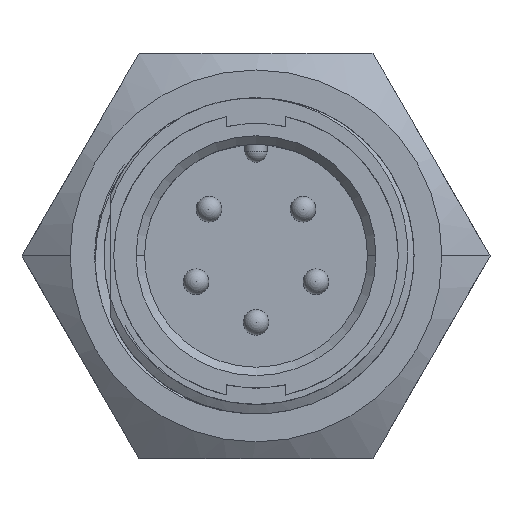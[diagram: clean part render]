
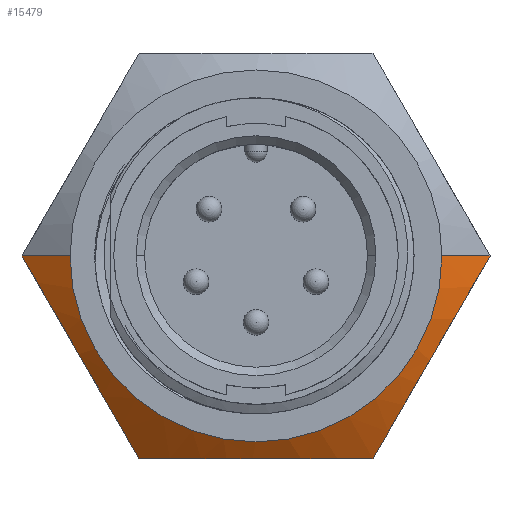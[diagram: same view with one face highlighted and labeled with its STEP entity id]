
A CAD part, top view. The second image highlights one B-rep face of the part: STEP entity #15479.
In plain terms, the highlighted conical face has half-angle 55 degrees and reference radius 14.683 mm.
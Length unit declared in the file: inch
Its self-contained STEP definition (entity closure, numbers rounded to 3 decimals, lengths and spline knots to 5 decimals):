
#37 = CARTESIAN_POINT ( 'NONE',  ( -0.28868, -0.5, -0.386 ) ) ;
#726 = VECTOR ( 'NONE', #13305, 39.37008 ) ;
#878 = B_SPLINE_CURVE_WITH_KNOTS ( 'NONE', 3,
 ( #6827, #6996, #6846, #6824, #6807, #6799, #6782, #6762, #6759, #6745, #6737, #6720 ),
 .UNSPECIFIED., .F., .F.,
 ( 4, 2, 2, 2, 2, 4 ),
 ( 0., 0.00372, 0.00743, 0.00929, 0.01115, 0.01486 ),
 .UNSPECIFIED. ) ;
#953 = CARTESIAN_POINT ( 'NONE',  ( 0.53024, -0.08159, -0.35598 ) ) ;
#1305 = VERTEX_POINT ( 'NONE', #9366 ) ;
#1628 = EDGE_CURVE ( 'NONE', #17849, #14044, #878, .T. ) ;
#1943 = VERTEX_POINT ( 'NONE', #5453 ) ;
#2353 = CARTESIAN_POINT ( 'NONE',  ( 0.57735, 0., -0.386 ) ) ;
#2470 = ORIENTED_EDGE ( 'NONE', *, *, #1628, .T. ) ;
#2622 = CARTESIAN_POINT ( 'NONE',  ( 0., 0., -0.3865 ) ) ;
#2724 = EDGE_CURVE ( 'NONE', #14044, #5777, #9546, .T. ) ;
#3741 = CARTESIAN_POINT ( 'NONE',  ( 0.28868, -0.5, -0.386 ) ) ;
#3957 = EDGE_CURVE ( 'NONE', #14864, #1943, #8340, .T. ) ;
#4049 = DIRECTION ( 'NONE',  ( -1., 0., 0. ) ) ;
#5120 = CARTESIAN_POINT ( 'NONE',  ( 0.3356, -0.41872, -0.3561 ) ) ;
#5314 = EDGE_CURVE ( 'NONE', #14864, #1305, #7492, .T. ) ;
#5453 = CARTESIAN_POINT ( 'NONE',  ( 0.57735, 0., -0.386 ) ) ;
#5777 = VERTEX_POINT ( 'NONE', #13340 ) ;
#5787 = EDGE_CURVE ( 'NONE', #1305, #17849, #11931, .T. ) ;
#6478 = CARTESIAN_POINT ( 'NONE',  ( 0.40773, -0.29379, -0.33192 ) ) ;
#6720 = CARTESIAN_POINT ( 'NONE',  ( -0.28868, -0.5, -0.386 ) ) ;
#6737 = CARTESIAN_POINT ( 'NONE',  ( -0.31209, -0.45945, -0.36961 ) ) ;
#6745 = CARTESIAN_POINT ( 'NONE',  ( -0.33578, -0.41841, -0.35598 ) ) ;
#6759 = CARTESIAN_POINT ( 'NONE',  ( -0.37197, -0.35574, -0.34176 ) ) ;
#6762 = CARTESIAN_POINT ( 'NONE',  ( -0.38413, -0.33466, -0.33806 ) ) ;
#6782 = CARTESIAN_POINT ( 'NONE',  ( -0.40872, -0.29208, -0.33307 ) ) ;
#6799 = CARTESIAN_POINT ( 'NONE',  ( -0.42122, -0.27043, -0.3318 ) ) ;
#6807 = CARTESIAN_POINT ( 'NONE',  ( -0.45829, -0.20621, -0.33192 ) ) ;
#6824 = CARTESIAN_POINT ( 'NONE',  ( -0.48257, -0.16416, -0.3372 ) ) ;
#6827 = CARTESIAN_POINT ( 'NONE',  ( -0.57735, 0., -0.386 ) ) ;
#6846 = CARTESIAN_POINT ( 'NONE',  ( -0.53042, -0.08128, -0.3561 ) ) ;
#6996 = CARTESIAN_POINT ( 'NONE',  ( -0.55401, -0.04043, -0.36965 ) ) ;
#7492 = CIRCLE ( 'NONE', #13011, 0.45881 ) ;
#7893 = CARTESIAN_POINT ( 'NONE',  ( 0.4573, -0.20792, -0.33307 ) ) ;
#8102 = CARTESIAN_POINT ( 'NONE',  ( 0.28868, -0.5, -0.386 ) ) ;
#8128 = CARTESIAN_POINT ( 'NONE',  ( 0.24185, -0.5, -0.36961 ) ) ;
#8145 = CARTESIAN_POINT ( 'NONE',  ( 0.19446, -0.5, -0.35598 ) ) ;
#8149 = CARTESIAN_POINT ( 'NONE',  ( 0.12209, -0.5, -0.34176 ) ) ;
#8165 = CARTESIAN_POINT ( 'NONE',  ( 0.09776, -0.5, -0.33806 ) ) ;
#8169 = CARTESIAN_POINT ( 'NONE',  ( 0.04858, -0.5, -0.33307 ) ) ;
#8188 = CARTESIAN_POINT ( 'NONE',  ( 0.02359, -0.5, -0.3318 ) ) ;
#8200 = CARTESIAN_POINT ( 'NONE',  ( -0.05056, -0.5, -0.33192 ) ) ;
#8216 = CARTESIAN_POINT ( 'NONE',  ( -0.09912, -0.5, -0.3372 ) ) ;
#8221 = CARTESIAN_POINT ( 'NONE',  ( -0.19482, -0.5, -0.3561 ) ) ;
#8284 = CARTESIAN_POINT ( 'NONE',  ( -0.24199, -0.5, -0.36965 ) ) ;
#8340 = LINE ( 'NONE', #12342, #15400 ) ;
#8376 = CARTESIAN_POINT ( 'NONE',  ( -0.28868, -0.5, -0.386 ) ) ;
#8404 = ORIENTED_EDGE ( 'NONE', *, *, #5787, .T. ) ;
#8635 = DIRECTION ( 'NONE',  ( 0., 0., -1. ) ) ;
#8700 = ORIENTED_EDGE ( 'NONE', *, *, #2724, .T. ) ;
#9323 = CARTESIAN_POINT ( 'NONE',  ( 0.49406, -0.14426, -0.34176 ) ) ;
#9366 = CARTESIAN_POINT ( 'NONE',  ( -0.45881, 0., -0.303 ) ) ;
#9546 = B_SPLINE_CURVE_WITH_KNOTS ( 'NONE', 3,
 ( #8376, #8284, #8221, #8216, #8200, #8188, #8169, #8165, #8149, #8145, #8128, #8102 ),
 .UNSPECIFIED., .F., .F.,
 ( 4, 2, 2, 2, 2, 4 ),
 ( 0., 0.00372, 0.00743, 0.00929, 0.01115, 0.01486 ),
 .UNSPECIFIED. ) ;
#9959 = EDGE_LOOP ( 'NONE', ( #17419, #15550, #8404, #2470, #8700, #15707 ) ) ;
#10345 = CARTESIAN_POINT ( 'NONE',  ( -0.57806, 0., -0.3865 ) ) ;
#10778 = CARTESIAN_POINT ( 'NONE',  ( 0.55394, -0.04055, -0.36961 ) ) ;
#11430 = AXIS2_PLACEMENT_3D ( 'NONE', #2622, #12436, #4049 ) ;
#11858 = EDGE_CURVE ( 'NONE', #5777, #1943, #13561, .T. ) ;
#11931 = LINE ( 'NONE', #10345, #726 ) ;
#12081 = DIRECTION ( 'NONE',  ( 0.819, 0., -0.574 ) ) ;
#12125 = CARTESIAN_POINT ( 'NONE',  ( 0.31202, -0.45957, -0.36965 ) ) ;
#12342 = CARTESIAN_POINT ( 'NONE',  ( 0.57806, 0., -0.3865 ) ) ;
#12406 = CARTESIAN_POINT ( 'NONE',  ( 0.45881, 0., -0.303 ) ) ;
#12436 = DIRECTION ( 'NONE',  ( 0., 0., -1. ) ) ;
#13011 = AXIS2_PLACEMENT_3D ( 'NONE', #17056, #8635, #16429 ) ;
#13305 = DIRECTION ( 'NONE',  ( -0.819, 0., -0.574 ) ) ;
#13340 = CARTESIAN_POINT ( 'NONE',  ( 0.28868, -0.5, -0.386 ) ) ;
#13561 = B_SPLINE_CURVE_WITH_KNOTS ( 'NONE', 3,
 ( #3741, #12125, #5120, #14954, #6478, #16362, #7893, #17684, #9323, #953, #10778, #2353 ),
 .UNSPECIFIED., .F., .F.,
 ( 4, 2, 2, 2, 2, 4 ),
 ( 0., 0.00372, 0.00743, 0.00929, 0.01115, 0.01486 ),
 .UNSPECIFIED. ) ;
#14044 = VERTEX_POINT ( 'NONE', #37 ) ;
#14864 = VERTEX_POINT ( 'NONE', #12406 ) ;
#14954 = CARTESIAN_POINT ( 'NONE',  ( 0.38345, -0.33584, -0.3372 ) ) ;
#15138 = CONICAL_SURFACE ( 'NONE', #11430, 0.57806, 0.96 ) ;
#15400 = VECTOR ( 'NONE', #12081, 39.37008 ) ;
#15479 = ADVANCED_FACE ( 'NONE', ( #15585 ), #15138, .T. ) ;
#15550 = ORIENTED_EDGE ( 'NONE', *, *, #5314, .T. ) ;
#15585 = FACE_OUTER_BOUND ( 'NONE', #9959, .T. ) ;
#15707 = ORIENTED_EDGE ( 'NONE', *, *, #11858, .T. ) ;
#16362 = CARTESIAN_POINT ( 'NONE',  ( 0.44481, -0.22957, -0.3318 ) ) ;
#16429 = DIRECTION ( 'NONE',  ( -1., 0., 0. ) ) ;
#17003 = CARTESIAN_POINT ( 'NONE',  ( -0.57735, 0., -0.386 ) ) ;
#17056 = CARTESIAN_POINT ( 'NONE',  ( 0., 0., -0.303 ) ) ;
#17419 = ORIENTED_EDGE ( 'NONE', *, *, #3957, .F. ) ;
#17684 = CARTESIAN_POINT ( 'NONE',  ( 0.48189, -0.16534, -0.33806 ) ) ;
#17849 = VERTEX_POINT ( 'NONE', #17003 ) ;
